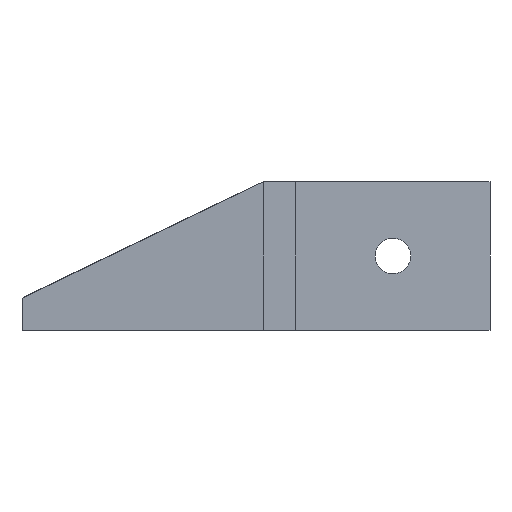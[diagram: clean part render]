
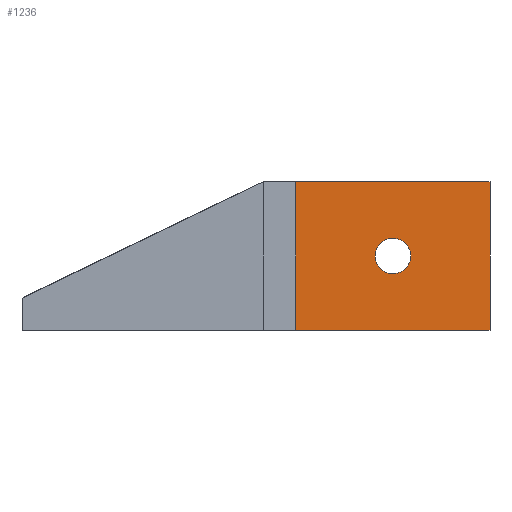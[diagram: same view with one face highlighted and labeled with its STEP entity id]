
A CAD part, front view. The second image highlights one B-rep face of the part: STEP entity #1236.
In plain terms, the highlighted planar face has unit normal (0, -1, 0).
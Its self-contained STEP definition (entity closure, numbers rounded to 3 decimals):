
#26 = DIRECTION ( 'NONE',  ( 0., 0., 1. ) ) ;
#97 = DIRECTION ( 'NONE',  ( 0., -1., 0. ) ) ;
#160 = FACE_BOUND ( 'NONE', #2602, .T. ) ;
#202 = LINE ( 'NONE', #1468, #2351 ) ;
#252 = CARTESIAN_POINT ( 'NONE',  ( 21.15, 6.75, 0. ) ) ;
#276 = CARTESIAN_POINT ( 'NONE',  ( 36.15, 6.75, 11.5 ) ) ;
#323 = EDGE_CURVE ( 'NONE', #2385, #1547, #340, .T. ) ;
#334 = CARTESIAN_POINT ( 'NONE',  ( 0., 6.75, -49.497 ) ) ;
#340 = LINE ( 'NONE', #760, #1432 ) ;
#352 = CARTESIAN_POINT ( 'NONE',  ( 51.15, 6.75, -49.497 ) ) ;
#388 = ORIENTED_EDGE ( 'NONE', *, *, #545, .T. ) ;
#418 = EDGE_LOOP ( 'NONE', ( #1467, #388, #443, #2516 ) ) ;
#443 = ORIENTED_EDGE ( 'NONE', *, *, #1455, .F. ) ;
#460 = CARTESIAN_POINT ( 'NONE',  ( 21.15, 6.75, 23. ) ) ;
#479 = EDGE_CURVE ( 'NONE', #966, #1955, #2678, .T. ) ;
#545 = EDGE_CURVE ( 'NONE', #2385, #1557, #2221, .T. ) ;
#671 = CARTESIAN_POINT ( 'NONE',  ( 21.15, 6.75, -49.497 ) ) ;
#688 = DIRECTION ( 'NONE',  ( 0., 0., -1. ) ) ;
#729 = AXIS2_PLACEMENT_3D ( 'NONE', #334, #2179, #1147 ) ;
#759 = ORIENTED_EDGE ( 'NONE', *, *, #2509, .F. ) ;
#760 = CARTESIAN_POINT ( 'NONE',  ( 0., 6.75, 0. ) ) ;
#912 = AXIS2_PLACEMENT_3D ( 'NONE', #276, #97, #1109 ) ;
#966 = VERTEX_POINT ( 'NONE', #2680 ) ;
#986 = CARTESIAN_POINT ( 'NONE',  ( 36.15, 6.75, 14.25 ) ) ;
#1109 = DIRECTION ( 'NONE',  ( 0., 0., -1. ) ) ;
#1131 = EDGE_CURVE ( 'NONE', #1547, #1751, #1364, .T. ) ;
#1147 = DIRECTION ( 'NONE',  ( 0., 0., -1. ) ) ;
#1153 = DIRECTION ( 'NONE',  ( -1., 0., 0. ) ) ;
#1236 = ADVANCED_FACE ( 'NONE', ( #160, #1818 ), #2242, .T. ) ;
#1364 = LINE ( 'NONE', #671, #2560 ) ;
#1432 = VECTOR ( 'NONE', #1153, 1000. ) ;
#1455 = EDGE_CURVE ( 'NONE', #1751, #1557, #202, .T. ) ;
#1467 = ORIENTED_EDGE ( 'NONE', *, *, #323, .F. ) ;
#1468 = CARTESIAN_POINT ( 'NONE',  ( 0., 6.75, 23. ) ) ;
#1547 = VERTEX_POINT ( 'NONE', #252 ) ;
#1557 = VERTEX_POINT ( 'NONE', #1728 ) ;
#1667 = CARTESIAN_POINT ( 'NONE',  ( 51.15, 6.75, 0. ) ) ;
#1718 = CARTESIAN_POINT ( 'NONE',  ( 36.15, 6.75, 11.5 ) ) ;
#1728 = CARTESIAN_POINT ( 'NONE',  ( 51.15, 6.75, 23. ) ) ;
#1751 = VERTEX_POINT ( 'NONE', #460 ) ;
#1809 = DIRECTION ( 'NONE',  ( 0., 0., 1. ) ) ;
#1818 = FACE_OUTER_BOUND ( 'NONE', #418, .T. ) ;
#1857 = VECTOR ( 'NONE', #1809, 1000. ) ;
#1955 = VERTEX_POINT ( 'NONE', #986 ) ;
#1962 = DIRECTION ( 'NONE',  ( 1., 0., 0. ) ) ;
#2000 = AXIS2_PLACEMENT_3D ( 'NONE', #1718, #2502, #688 ) ;
#2179 = DIRECTION ( 'NONE',  ( 0., -1., 0. ) ) ;
#2221 = LINE ( 'NONE', #352, #1857 ) ;
#2242 = PLANE ( 'NONE',  #729 ) ;
#2351 = VECTOR ( 'NONE', #1962, 1000. ) ;
#2385 = VERTEX_POINT ( 'NONE', #1667 ) ;
#2502 = DIRECTION ( 'NONE',  ( 0., -1., 0. ) ) ;
#2509 = EDGE_CURVE ( 'NONE', #1955, #966, #2526, .T. ) ;
#2516 = ORIENTED_EDGE ( 'NONE', *, *, #1131, .F. ) ;
#2526 = CIRCLE ( 'NONE', #912, 2.75 ) ;
#2560 = VECTOR ( 'NONE', #26, 1000. ) ;
#2575 = ORIENTED_EDGE ( 'NONE', *, *, #479, .F. ) ;
#2602 = EDGE_LOOP ( 'NONE', ( #2575, #759 ) ) ;
#2678 = CIRCLE ( 'NONE', #2000, 2.75 ) ;
#2680 = CARTESIAN_POINT ( 'NONE',  ( 36.15, 6.75, 8.75 ) ) ;
